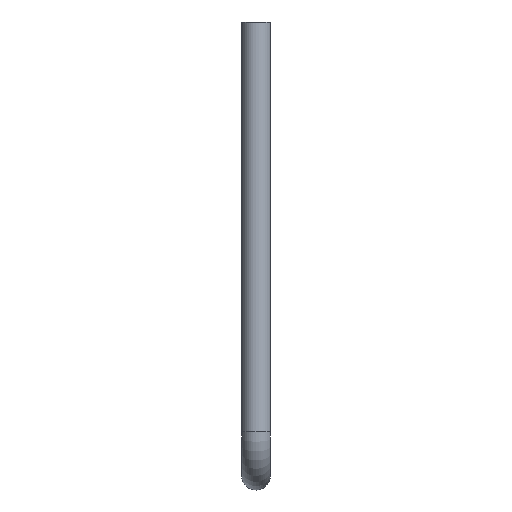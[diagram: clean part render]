
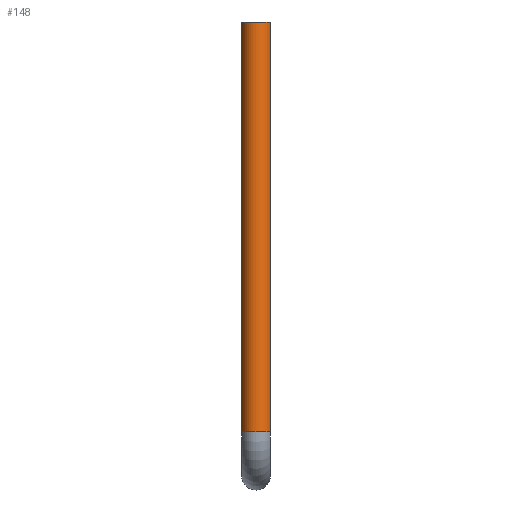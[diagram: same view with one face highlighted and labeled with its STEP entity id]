
A CAD part, front view. The second image highlights one B-rep face of the part: STEP entity #148.
In plain terms, the highlighted cylindrical face has radius 16.701 mm (diameter 33.401 mm), a full revolution.
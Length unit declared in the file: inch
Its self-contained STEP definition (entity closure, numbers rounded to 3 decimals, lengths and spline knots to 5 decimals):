
#18=CYLINDRICAL_SURFACE('',#170,0.6575);
#25=FACE_BOUND('',#51,.T.);
#37=FACE_OUTER_BOUND('',#50,.T.);
#50=EDGE_LOOP('',(#110));
#51=EDGE_LOOP('',(#111));
#72=CIRCLE('',#168,0.6575);
#74=CIRCLE('',#171,0.6575);
#84=VERTEX_POINT('',#243);
#86=VERTEX_POINT('',#248);
#96=EDGE_CURVE('',#84,#84,#72,.T.);
#98=EDGE_CURVE('',#86,#86,#74,.T.);
#110=ORIENTED_EDGE('',*,*,#96,.T.);
#111=ORIENTED_EDGE('',*,*,#98,.T.);
#148=ADVANCED_FACE('',(#37,#25),#18,.T.);
#168=AXIS2_PLACEMENT_3D('',#244,#195,#196);
#170=AXIS2_PLACEMENT_3D('',#247,#199,#200);
#171=AXIS2_PLACEMENT_3D('',#249,#201,#202);
#195=DIRECTION('center_axis',(0.,0.,-1.));
#196=DIRECTION('ref_axis',(0.,1.,0.));
#199=DIRECTION('center_axis',(0.,0.,-1.));
#200=DIRECTION('ref_axis',(0.,1.,0.));
#201=DIRECTION('center_axis',(0.,0.,1.));
#202=DIRECTION('ref_axis',(0.,-1.,0.));
#243=CARTESIAN_POINT('',(0.,-44.03,0.));
#244=CARTESIAN_POINT('Origin',(0.,-44.6875,0.));
#247=CARTESIAN_POINT('Origin',(0.,-44.6875,0.));
#248=CARTESIAN_POINT('',(0.,-44.03,-18.6575));
#249=CARTESIAN_POINT('Origin',(0.,-44.6875,-18.6575));
